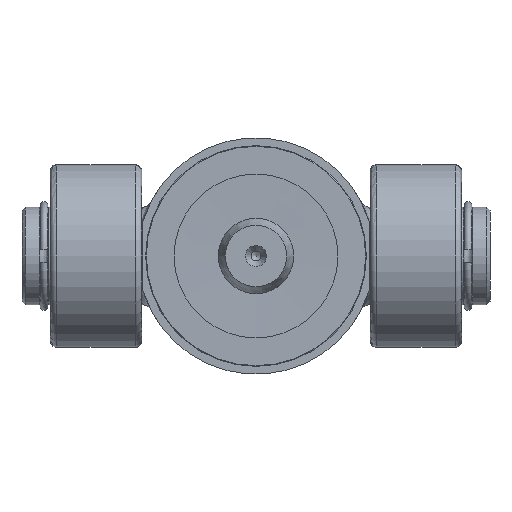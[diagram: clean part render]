
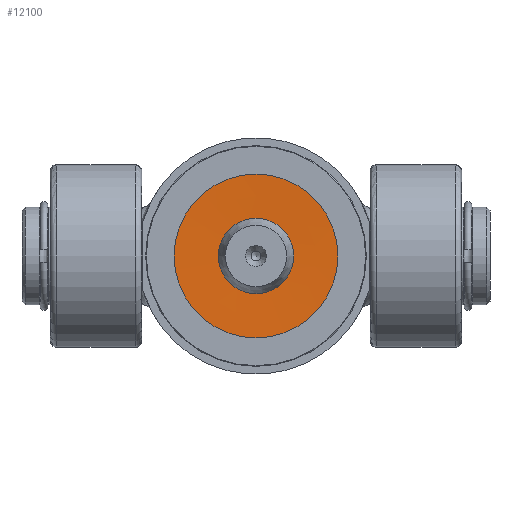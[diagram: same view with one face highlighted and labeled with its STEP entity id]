
A CAD part, front view. The second image highlights one B-rep face of the part: STEP entity #12100.
In plain terms, the highlighted conical face has half-angle 88.772 degrees and reference radius 19 mm.
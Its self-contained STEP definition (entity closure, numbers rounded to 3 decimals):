
#2931=FACE_BOUND('',#4151,.T.);
#3389=FACE_OUTER_BOUND('',#4150,.T.);
#4150=EDGE_LOOP('',(#10120));
#4151=EDGE_LOOP('',(#10121));
#4669=CIRCLE('',#13012,12.);
#4678=CIRCLE('',#13029,26.);
#5584=VERTEX_POINT('',#23102);
#5593=VERTEX_POINT('',#23128);
#7178=EDGE_CURVE('',#5584,#5584,#4669,.T.);
#7187=EDGE_CURVE('',#5593,#5593,#4678,.T.);
#10120=ORIENTED_EDGE('',*,*,#7187,.F.);
#10121=ORIENTED_EDGE('',*,*,#7178,.F.);
#11592=CONICAL_SURFACE('',#13030,19.,88.772);
#12100=ADVANCED_FACE('',(#3389,#2931),#11592,.F.);
#13012=AXIS2_PLACEMENT_3D('',#23103,#14956,#14957);
#13029=AXIS2_PLACEMENT_3D('',#23129,#14990,#14991);
#13030=AXIS2_PLACEMENT_3D('',#23130,#14992,#14993);
#14956=DIRECTION('center_axis',(0.,0.,-1.));
#14957=DIRECTION('ref_axis',(1.,0.,0.));
#14990=DIRECTION('center_axis',(0.,0.,1.));
#14991=DIRECTION('ref_axis',(0.,-1.,0.));
#14992=DIRECTION('center_axis',(0.,0.,-1.));
#14993=DIRECTION('ref_axis',(0.,-1.,0.));
#23102=CARTESIAN_POINT('',(0.,-12.,0.3));
#23103=CARTESIAN_POINT('Origin',(0.,0.,0.3));
#23128=CARTESIAN_POINT('',(0.,-26.,0.));
#23129=CARTESIAN_POINT('Origin',(0.,0.,0.));
#23130=CARTESIAN_POINT('Origin',(0.,0.,0.15));
